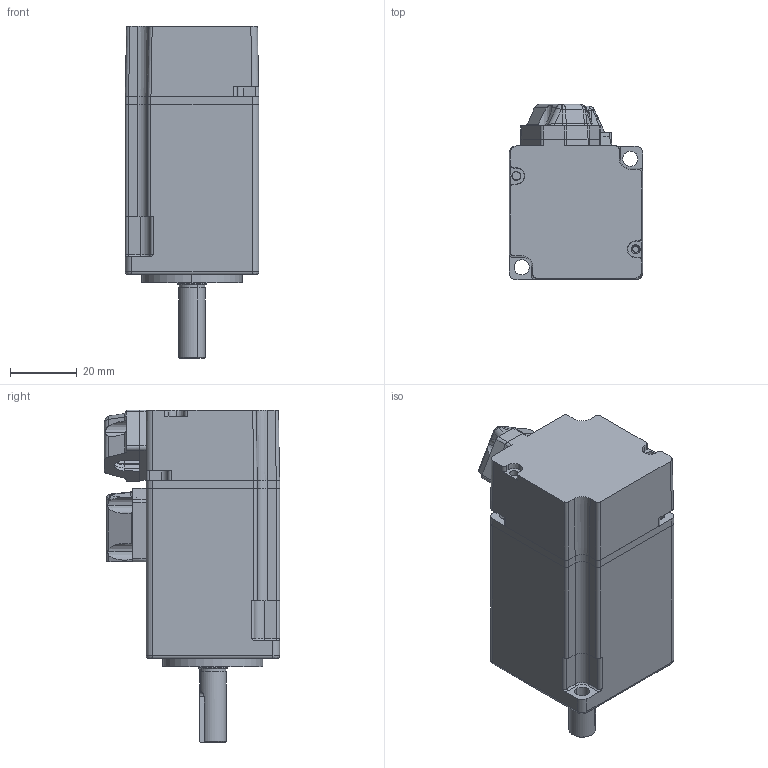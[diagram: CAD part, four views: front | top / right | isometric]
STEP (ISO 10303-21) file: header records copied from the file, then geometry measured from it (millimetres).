
FILE_DESCRIPTION (( 'STEP AP203' ), '1' );
FILE_NAME ('40-T-100w萇儂郪蚾.STEP', '2024-07-11T06:00:37', ( 'MicroSoft' ), ( 'MicroSoft' ), 'SwSTEP 2.0', 'SolidWorks 2020', '' );
FILE_SCHEMA (( 'CONFIG_CONTROL_DESIGN' ));
Length unit declared in the file: millimetre
Products named in the file (12): 40-T-100w萇儂郪蚾; ____1.62^煦极DR-M35H(3)_煦极DR-M35H(3); GB╱T 276-2013[两面带防尘盖的深沟球轴承[60000-2Z]607-2Z]_607-2Z; 22-12.28-40后盖造型(聚成）; 煦极DR-M35H(3)^煦极DR-M35H(3); 40houzhao（惠宜）编码器罩壳; 40-dongliyagai（惠宜）动力压盖; Z40-01-01(40粣)_100W; 22-12.28-40机壳造型.（聚成）; 煦极DR-M35H(3); GB╱T 276-2013[两面带防尘盖的深沟球轴承[60000-2Z]619╱9-2Z]_619╱9-2Z; 40yagai（惠宜）编码器压盖
Assembly tree (11 placements, depth 4):
  40-T-100w萇儂郪蚾
    22-12.28-40后盖造型(聚成）
    22-12.28-40机壳造型.（聚成）
    Z40-01-01(40粣)_100W
    GB╱T 276-2013[两面带防尘盖的深沟球轴承[60000-2Z]607-2Z]_607-2Z
    GB╱T 276-2013[两面带防尘盖的深沟球轴承[60000-2Z]619╱9-2Z]_619╱9-2Z
    40houzhao（惠宜）编码器罩壳
    40yagai（惠宜）编码器压盖
    40-dongliyagai（惠宜）动力压盖
    煦极DR-M35H(3)
      煦极DR-M35H(3)^煦极DR-M35H(3)
        ____1.62^煦极DR-M35H(3)_煦极DR-M35H(3)
Bounding box: 40 x 52.5 x 99.5 mm (x, y, z)
Volume: 55439 mm3; surface area: 41788.9 mm2
Topology: 35 solids, 35 shells, 928 faces, 2463 edges, 1591 vertices
Faces by surface type: cylinder 381, plane 276, sphere 110, cone 79, torus 61, bspline 21
Entity records: 32416 total; most frequent: CARTESIAN_POINT 9171, DIRECTION 4730, ORIENTED_EDGE 4514, EDGE_CURVE 2257, AXIS2_PLACEMENT_3D 1953, VERTEX_POINT 1481, EDGE_LOOP 1086, CIRCLE 1030
